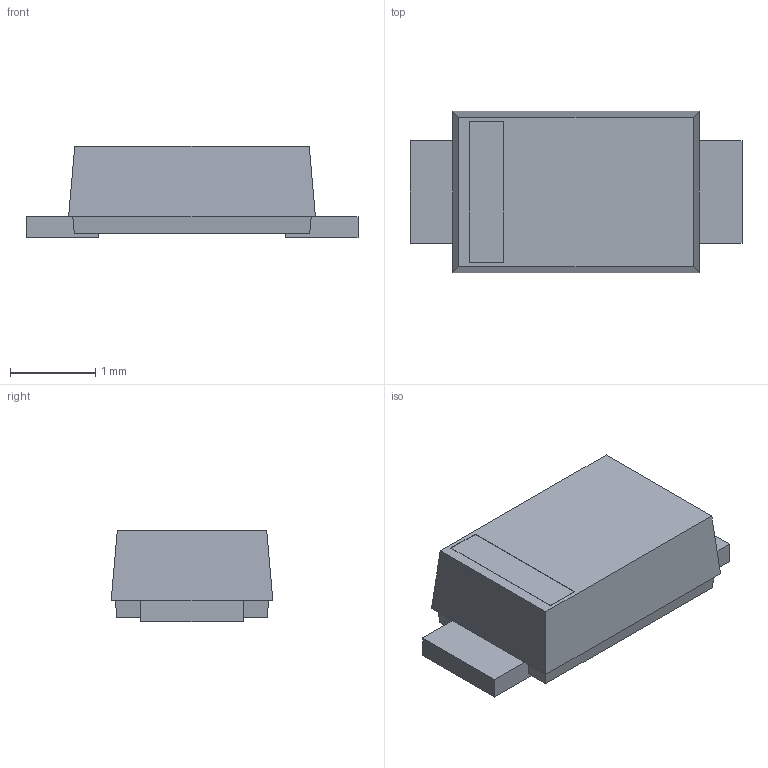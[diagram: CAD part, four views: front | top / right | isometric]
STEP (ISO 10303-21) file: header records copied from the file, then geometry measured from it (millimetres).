
FILE_DESCRIPTION(/* description */ (''),/* implementation_level */ '2;1');
FILE_NAME(/* name */ '39150101.stp',/* time_stamp */ '2015-01-15T15:09:42+01:00',/* author */ ('brotzinger'),/* organization */ (''),/* preprocessor_version */ 'ST-DEVELOPER v15.2',/* originating_system */ 'Autodesk Inventor 2014',/* authorisation */ '');
FILE_SCHEMA (('AUTOMOTIVE_DESIGN { 1 0 10303 214 3 1 1 }'));
Length unit declared in the file: millimetre
Products named in the file (1): 39150101
Bounding box: 3.9 x 1.9 x 1.08 mm (x, y, z)
Volume: 5.6 mm3; surface area: 23.1 mm2
Topology: 1 solids, 1 shells, 31 faces, 80 edges, 52 vertices
Faces by surface type: plane 31
Entity records: 970 total; most frequent: CARTESIAN_POINT 164, ORIENTED_EDGE 160, DIRECTION 144, LINE 80, VECTOR 80, EDGE_CURVE 80, VERTEX_POINT 52, EDGE_LOOP 32
